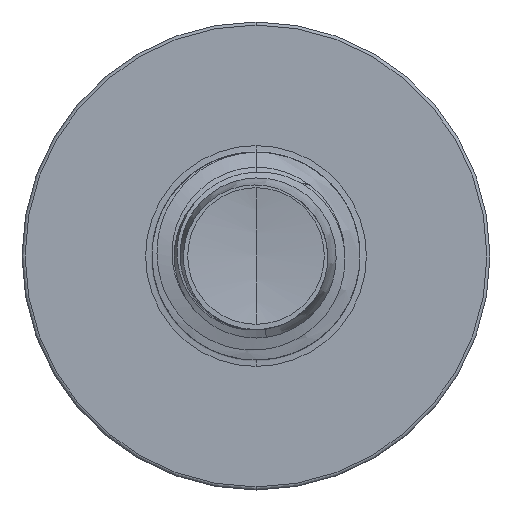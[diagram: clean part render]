
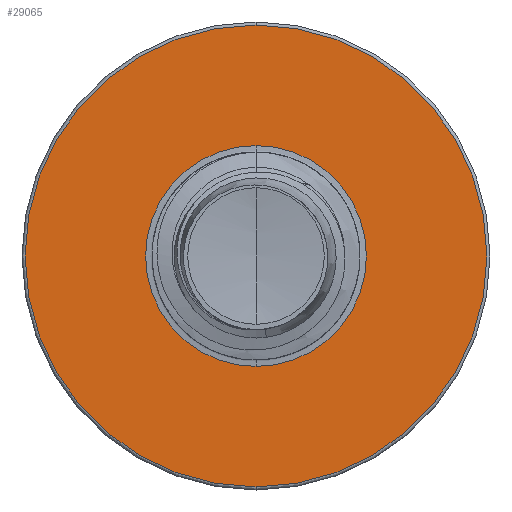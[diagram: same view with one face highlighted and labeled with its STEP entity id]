
A CAD part, front view. The second image highlights one B-rep face of the part: STEP entity #29065.
In plain terms, the highlighted planar face has unit normal (0, -1, 0).
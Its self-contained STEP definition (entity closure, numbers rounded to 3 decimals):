
#6595 = CARTESIAN_POINT ( 'NONE',  ( 0., 32.5, 0. ) ) ;
#6687 = AXIS2_PLACEMENT_3D ( 'NONE', #42926, #14356, #47695 ) ;
#9037 = CARTESIAN_POINT ( 'NONE',  ( 0., 32.5, 0. ) ) ;
#10915 = DIRECTION ( 'NONE',  ( 0., 0., 1. ) ) ;
#11401 = DIRECTION ( 'NONE',  ( 0., 0., 1. ) ) ;
#11496 = ORIENTED_EDGE ( 'NONE', *, *, #53564, .T. ) ;
#13830 = DIRECTION ( 'NONE',  ( 0., 0., 1. ) ) ;
#14356 = DIRECTION ( 'NONE',  ( 0., 1., 0. ) ) ;
#14894 = FACE_BOUND ( 'NONE', #27746, .T. ) ;
#16254 = DIRECTION ( 'NONE',  ( 0., 1., 0. ) ) ;
#18388 = ORIENTED_EDGE ( 'NONE', *, *, #57996, .F. ) ;
#24853 = CARTESIAN_POINT ( 'NONE',  ( 0., 32.5, -3.186 ) ) ;
#26394 = CARTESIAN_POINT ( 'NONE',  ( 0., 32.5, 3.186 ) ) ;
#26693 = AXIS2_PLACEMENT_3D ( 'NONE', #9037, #42407, #13830 ) ;
#27265 = EDGE_CURVE ( 'NONE', #50245, #57663, #60348, .T. ) ;
#27746 = EDGE_LOOP ( 'NONE', ( #27991, #11496 ) ) ;
#27804 = EDGE_LOOP ( 'NONE', ( #42029, #18388 ) ) ;
#27991 = ORIENTED_EDGE ( 'NONE', *, *, #27265, .T. ) ;
#29065 = ADVANCED_FACE ( 'NONE', ( #38765, #14894 ), #58393, .F. ) ;
#29600 = CARTESIAN_POINT ( 'NONE',  ( 0., 32.5, -3.186 ) ) ;
#30715 = AXIS2_PLACEMENT_3D ( 'NONE', #44817, #16254, #49583 ) ;
#31997 = CARTESIAN_POINT ( 'NONE',  ( 0., 32.5, -6.66 ) ) ;
#33500 = CIRCLE ( 'NONE', #30715, 6.66 ) ;
#36961 = AXIS2_PLACEMENT_3D ( 'NONE', #6595, #39983, #11401 ) ;
#38765 = FACE_OUTER_BOUND ( 'NONE', #27804, .T. ) ;
#39492 = DIRECTION ( 'NONE',  ( 0., 1., 0. ) ) ;
#39983 = DIRECTION ( 'NONE',  ( 0., 1., 0. ) ) ;
#42029 = ORIENTED_EDGE ( 'NONE', *, *, #49518, .F. ) ;
#42407 = DIRECTION ( 'NONE',  ( 0., 1., 0. ) ) ;
#42926 = CARTESIAN_POINT ( 'NONE',  ( 0., 32.5, 0. ) ) ;
#43790 = CIRCLE ( 'NONE', #6687, 6.66 ) ;
#44763 = CIRCLE ( 'NONE', #26693, 3.186 ) ;
#44817 = CARTESIAN_POINT ( 'NONE',  ( 0., 32.5, 0. ) ) ;
#47695 = DIRECTION ( 'NONE',  ( 0., 0., 1. ) ) ;
#49518 = EDGE_CURVE ( 'NONE', #49582, #59928, #43790, .T. ) ;
#49582 = VERTEX_POINT ( 'NONE', #57247 ) ;
#49583 = DIRECTION ( 'NONE',  ( 0., 0., 1. ) ) ;
#50245 = VERTEX_POINT ( 'NONE', #26394 ) ;
#51712 = AXIS2_PLACEMENT_3D ( 'NONE', #24853, #39492, #10915 ) ;
#53564 = EDGE_CURVE ( 'NONE', #57663, #50245, #44763, .T. ) ;
#57247 = CARTESIAN_POINT ( 'NONE',  ( 0., 32.5, 6.66 ) ) ;
#57663 = VERTEX_POINT ( 'NONE', #29600 ) ;
#57996 = EDGE_CURVE ( 'NONE', #59928, #49582, #33500, .T. ) ;
#58393 = PLANE ( 'NONE',  #51712 ) ;
#59928 = VERTEX_POINT ( 'NONE', #31997 ) ;
#60348 = CIRCLE ( 'NONE', #36961, 3.186 ) ;
